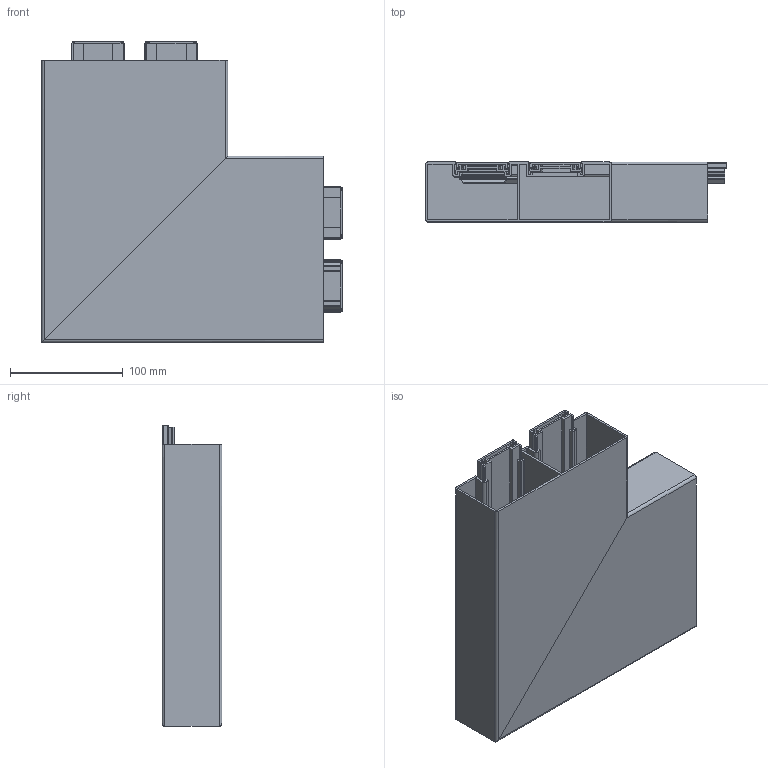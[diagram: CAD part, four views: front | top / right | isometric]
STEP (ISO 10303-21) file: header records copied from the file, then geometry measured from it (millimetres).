
FILE_DESCRIPTION (( 'STEP AP214' ), '1' );
FILE_NAME ('6112633.stp', '2016-04-29T06:20:34', ( '' ), ( '' ), 'SwSTEP 2.0', 'SolidWorks 2014', '' );
FILE_SCHEMA (( 'AUTOMOTIVE_DESIGN' ));
Length unit declared in the file: millimetre
Products named in the file (15): 092985_L=225; 092984_L=225; 6112633; 092797_L=239; 092793_L=239; 092794_L=239; 092798_L=239; 092795_L=239; 092796_L=239; 092797_L=174; 092793_L=174; 092794_L=174; 092798_L=174; 092795_L=174; 092796_L=174
Assembly tree (14 placements, depth 3):
  6112633
    092984_L=225
    092985_L=225
    092798_L=174
      092796_L=174
      092795_L=174
    092797_L=174
      092794_L=174
      092793_L=174
    092798_L=239
      092796_L=239
      092795_L=239
    092797_L=239
      092794_L=239
      092793_L=239
Bounding box: 266.5 x 53 x 266.5 mm (x, y, z)
Volume: 463709.8 mm3; surface area: 502010.1 mm2
Topology: 10 solids, 10 shells, 555 faces, 1605 edges, 1070 vertices
Faces by surface type: plane 334, cylinder 221
Entity records: 18646 total; most frequent: CARTESIAN_POINT 3914, ORIENTED_EDGE 3210, DIRECTION 2757, EDGE_CURVE 1605, LINE 1163, VECTOR 1163, VERTEX_POINT 1070, AXIS2_PLACEMENT_3D 797
